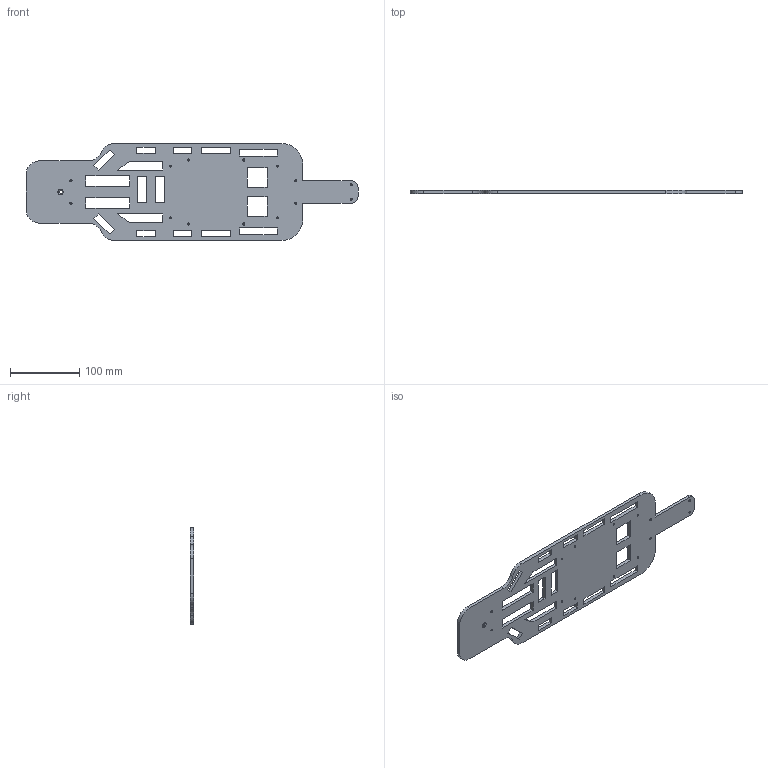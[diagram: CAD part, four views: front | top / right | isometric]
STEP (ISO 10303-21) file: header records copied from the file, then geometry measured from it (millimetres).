
FILE_DESCRIPTION (( 'STEP AP214' ), '1' );
FILE_NAME ('Racecar platform part.STEP', '2019-05-24T21:21:02', ( '' ), ( '' ), 'SwSTEP 2.0', 'SolidWorks 2016', '' );
FILE_SCHEMA (( 'AUTOMOTIVE_DESIGN' ));
Length unit declared in the file: millimetre
Products named in the file (1): Racecar platform part
Bounding box: 480 x 5 x 140 mm (x, y, z)
Volume: 214373.2 mm3; surface area: 102031.2 mm2
Topology: 1 solids, 1 shells, 154 faces, 426 edges, 274 vertices
Faces by surface type: plane 84, cylinder 40, cone 30
Entity records: 5376 total; most frequent: CARTESIAN_POINT 855, ORIENTED_EDGE 852, DIRECTION 846, EDGE_CURVE 426, VECTOR 316, LINE 316, VERTEX_POINT 274, AXIS2_PLACEMENT_3D 265
